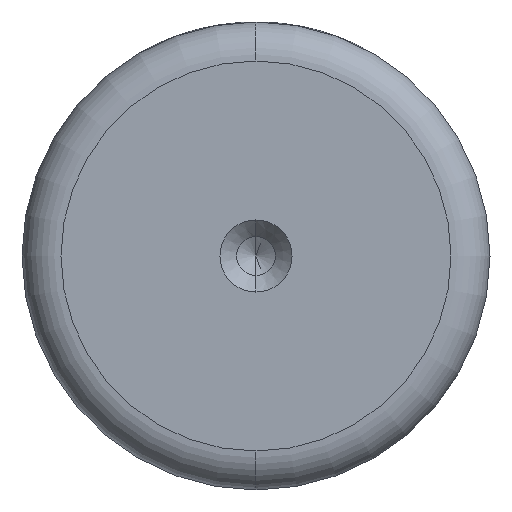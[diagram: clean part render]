
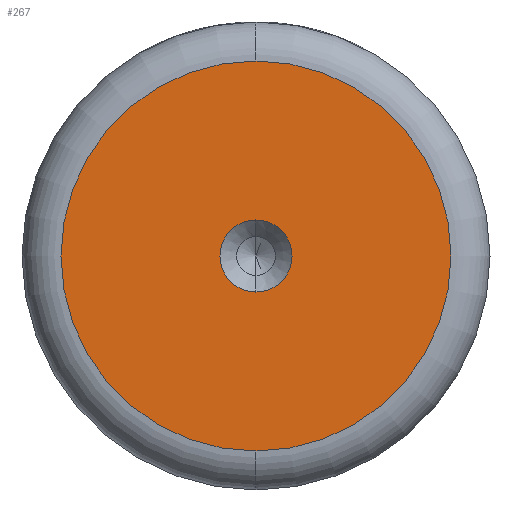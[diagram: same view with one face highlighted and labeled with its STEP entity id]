
A CAD part, left-side view. The second image highlights one B-rep face of the part: STEP entity #267.
In plain terms, the highlighted planar face has unit normal (-1, 0, 0).
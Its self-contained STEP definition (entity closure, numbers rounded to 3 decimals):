
#140 = CARTESIAN_POINT ( 'NONE',  ( 0., 0., 0. ) ) ;
#177 = EDGE_CURVE ( 'NONE', #965, #702, #790, .T. ) ;
#179 = EDGE_CURVE ( 'NONE', #899, #1005, #491, .T. ) ;
#190 = ORIENTED_EDGE ( 'NONE', *, *, #305, .T. ) ;
#229 = FACE_OUTER_BOUND ( 'NONE', #313, .T. ) ;
#267 = ADVANCED_FACE ( 'NONE', ( #522, #229 ), #696, .T. ) ;
#270 = DIRECTION ( 'NONE',  ( 0., 0., 1. ) ) ;
#305 = EDGE_CURVE ( 'NONE', #1005, #899, #1105, .T. ) ;
#313 = EDGE_LOOP ( 'NONE', ( #190, #994 ) ) ;
#363 = DIRECTION ( 'NONE',  ( -1., 0., 0. ) ) ;
#400 = CARTESIAN_POINT ( 'NONE',  ( 0., 0., -10. ) ) ;
#491 = CIRCLE ( 'NONE', #1097, 10. ) ;
#504 = DIRECTION ( 'NONE',  ( -1., 0., 0. ) ) ;
#522 = FACE_BOUND ( 'NONE', #1138, .T. ) ;
#593 = CARTESIAN_POINT ( 'NONE',  ( 0., 0., 0. ) ) ;
#606 = DIRECTION ( 'NONE',  ( 0., 0., 1. ) ) ;
#671 = CIRCLE ( 'NONE', #674, 1.85 ) ;
#674 = AXIS2_PLACEMENT_3D ( 'NONE', #140, #926, #270 ) ;
#690 = DIRECTION ( 'NONE',  ( 0., 0., 1. ) ) ;
#696 = PLANE ( 'NONE',  #897 ) ;
#702 = VERTEX_POINT ( 'NONE', #1363 ) ;
#730 = CARTESIAN_POINT ( 'NONE',  ( 0., 0., 10. ) ) ;
#785 = ORIENTED_EDGE ( 'NONE', *, *, #177, .F. ) ;
#790 = CIRCLE ( 'NONE', #1222, 1.85 ) ;
#854 = EDGE_CURVE ( 'NONE', #702, #965, #671, .T. ) ;
#893 = CARTESIAN_POINT ( 'NONE',  ( 0., 0., 0. ) ) ;
#897 = AXIS2_PLACEMENT_3D ( 'NONE', #893, #1206, #606 ) ;
#899 = VERTEX_POINT ( 'NONE', #400 ) ;
#905 = AXIS2_PLACEMENT_3D ( 'NONE', #1112, #504, #1217 ) ;
#926 = DIRECTION ( 'NONE',  ( -1., 0., 0. ) ) ;
#965 = VERTEX_POINT ( 'NONE', #1328 ) ;
#994 = ORIENTED_EDGE ( 'NONE', *, *, #179, .T. ) ;
#995 = CARTESIAN_POINT ( 'NONE',  ( 0., 0., 0. ) ) ;
#1005 = VERTEX_POINT ( 'NONE', #730 ) ;
#1094 = DIRECTION ( 'NONE',  ( 0., 0., 1. ) ) ;
#1097 = AXIS2_PLACEMENT_3D ( 'NONE', #593, #1291, #690 ) ;
#1105 = CIRCLE ( 'NONE', #905, 10. ) ;
#1112 = CARTESIAN_POINT ( 'NONE',  ( 0., 0., 0. ) ) ;
#1138 = EDGE_LOOP ( 'NONE', ( #785, #1353 ) ) ;
#1206 = DIRECTION ( 'NONE',  ( -1., 0., 0. ) ) ;
#1217 = DIRECTION ( 'NONE',  ( 0., 0., 1. ) ) ;
#1222 = AXIS2_PLACEMENT_3D ( 'NONE', #995, #363, #1094 ) ;
#1291 = DIRECTION ( 'NONE',  ( -1., 0., 0. ) ) ;
#1328 = CARTESIAN_POINT ( 'NONE',  ( 0., 0., 1.85 ) ) ;
#1353 = ORIENTED_EDGE ( 'NONE', *, *, #854, .F. ) ;
#1363 = CARTESIAN_POINT ( 'NONE',  ( 0., 0., -1.85 ) ) ;
